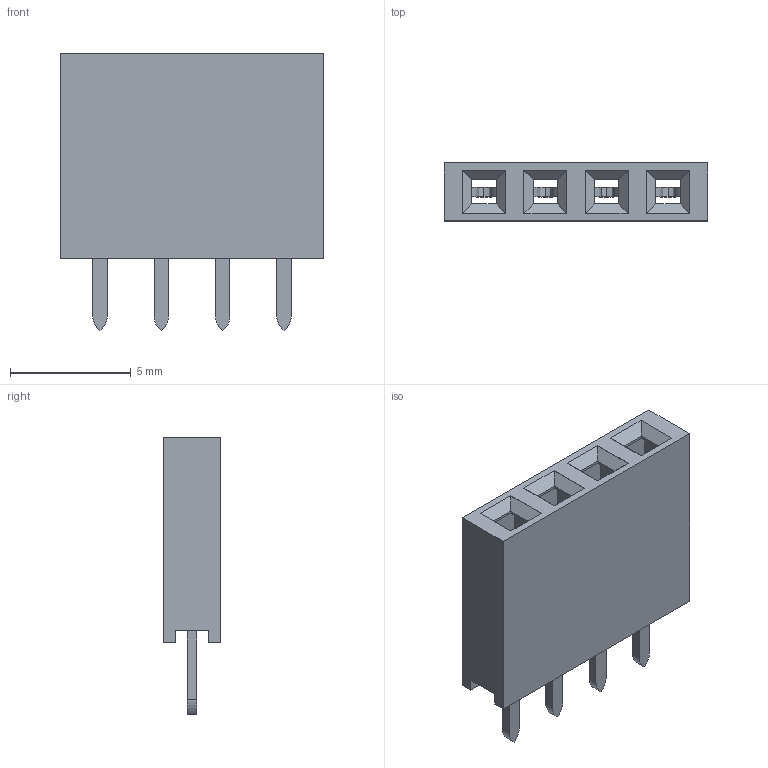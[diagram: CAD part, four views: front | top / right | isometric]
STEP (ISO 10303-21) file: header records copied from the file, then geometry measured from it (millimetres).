
FILE_DESCRIPTION(('FreeCAD Model'),'2;1');
FILE_NAME('1x04.step','2016-10-25T02:11:04',('Author'),(''), 'Open CASCADE STEP processor 6.8','FreeCAD','Unknown');
FILE_SCHEMA(('AUTOMOTIVE_DESIGN_CC2 { 1 2 10303 214 -1 1 5 4 }'));
Length unit declared in the file: millimetre
Products named in the file (2): ASSEMBLY; 1x04
Assembly tree (1 placements, depth 2):
  ASSEMBLY
    1x04
Bounding box: 10.92 x 2.4 x 11.5 mm (x, y, z)
Volume: 148.4 mm3; surface area: 595 mm2
Topology: 5 solids, 5 shells, 128 faces, 338 edges, 220 vertices
Faces by surface type: plane 112, cylinder 16
Entity records: 9153 total; most frequent: CARTESIAN_POINT 1570, DIRECTION 1180, LINE 840, VECTOR 840, ORIENTED_EDGE 676, PCURVE 676, DEFINITIONAL_REPRESENTATION 676, EDGE_CURVE 338
